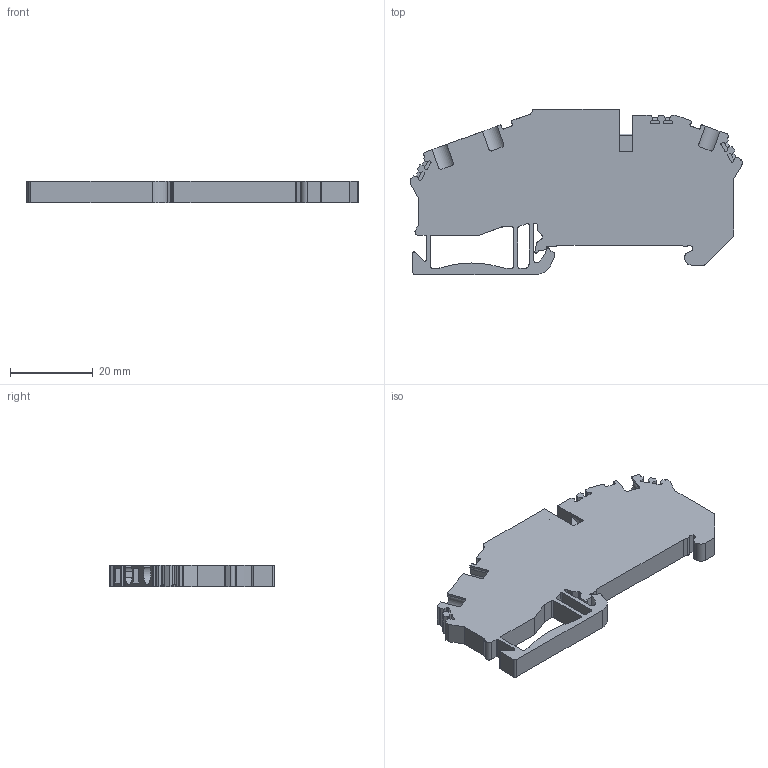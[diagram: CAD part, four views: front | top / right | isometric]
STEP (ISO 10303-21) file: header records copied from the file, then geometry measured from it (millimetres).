
FILE_DESCRIPTION(/* description */ (''),/* implementation_level */ '2;1');
FILE_NAME(/* name */ '3624_ZTRK25_3A_ZS_150_iso.stp',/* time_stamp */ '2011-08-04T14:27:34+02:00',/* author */ (''),/* organization */ (''),/* preprocessor_version */ 'ST-DEVELOPER v11',/* originating_system */ 'SIEMENS UGS NX 6.0',/* authorisation */ '');
FILE_SCHEMA (('CONFIG_CONTROL_DESIGN'));
Length unit declared in the file: millimetre
Products named in the file (1): 3624_ZTRK25_3A_ZS_150_iso
Bounding box: 80.21 x 39.9 x 5.1 mm (x, y, z)
Volume: 10348.5 mm3; surface area: 7645.9 mm2
Topology: 1 solids, 1 shells, 484 faces, 1430 edges, 952 vertices
Faces by surface type: plane 321, cylinder 163
Full cylindrical faces by diameter (mm): 2.4 x2
Entity records: 16615 total; most frequent: CARTESIAN_POINT 3432, ORIENTED_EDGE 2852, DIRECTION 2629, EDGE_CURVE 1426, LINE 1071, VECTOR 1071, VERTEX_POINT 950, AXIS2_PLACEMENT_3D 779
